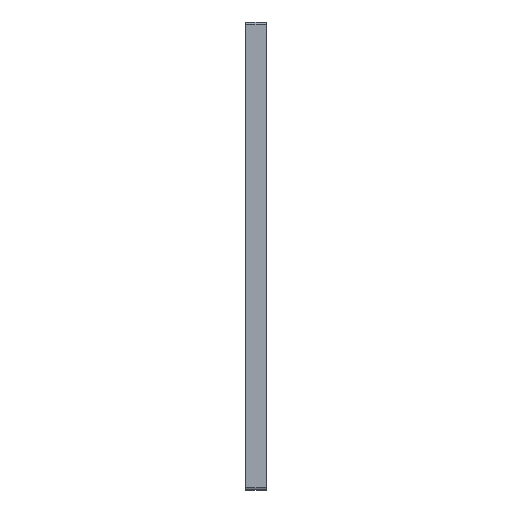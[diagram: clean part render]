
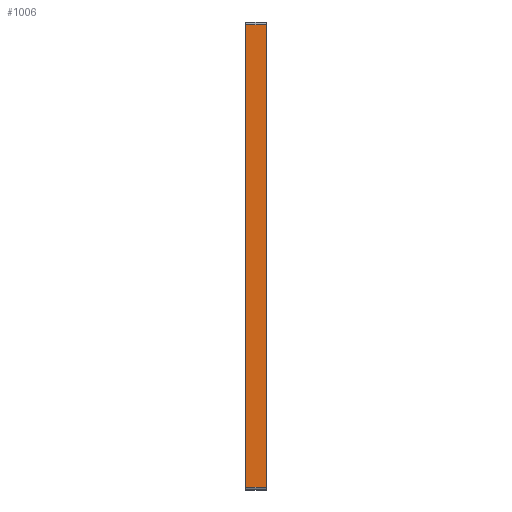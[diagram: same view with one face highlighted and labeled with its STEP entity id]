
A CAD part, left-side view. The second image highlights one B-rep face of the part: STEP entity #1006.
In plain terms, the highlighted planar face has unit normal (-1, 0, 0).
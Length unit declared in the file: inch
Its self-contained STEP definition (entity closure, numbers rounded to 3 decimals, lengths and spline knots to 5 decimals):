
#35 = CARTESIAN_POINT ( 'NONE',  ( -1.96169, -0.22, -3.05183 ) ) ;
#96 = EDGE_CURVE ( 'NONE', #312, #509, #885, .T. ) ;
#99 = EDGE_CURVE ( 'NONE', #529, #696, #287, .T. ) ;
#103 = PLANE ( 'NONE',  #934 ) ;
#165 = FACE_OUTER_BOUND ( 'NONE', #418, .T. ) ;
#199 = VECTOR ( 'NONE', #1338, 39.37008 ) ;
#232 = LINE ( 'NONE', #375, #199 ) ;
#284 = DIRECTION ( 'NONE',  ( 0., 0., -1. ) ) ;
#287 = LINE ( 'NONE', #698, #1353 ) ;
#307 = DIRECTION ( 'NONE',  ( 0., -1., 0. ) ) ;
#312 = VERTEX_POINT ( 'NONE', #551 ) ;
#342 = CARTESIAN_POINT ( 'NONE',  ( -1.96169, 0., 1.88567 ) ) ;
#375 = CARTESIAN_POINT ( 'NONE',  ( -1.96169, 0., 1.88567 ) ) ;
#418 = EDGE_LOOP ( 'NONE', ( #592, #896, #1310, #1327 ) ) ;
#422 = CARTESIAN_POINT ( 'NONE',  ( -1.96169, 0., -3.05183 ) ) ;
#425 = DIRECTION ( 'NONE',  ( 0., 0., 1. ) ) ;
#509 = VERTEX_POINT ( 'NONE', #35 ) ;
#529 = VERTEX_POINT ( 'NONE', #342 ) ;
#551 = CARTESIAN_POINT ( 'NONE',  ( -1.96169, -0.22, 1.88567 ) ) ;
#592 = ORIENTED_EDGE ( 'NONE', *, *, #96, .F. ) ;
#602 = VECTOR ( 'NONE', #724, 39.37008 ) ;
#687 = EDGE_CURVE ( 'NONE', #529, #312, #232, .T. ) ;
#696 = VERTEX_POINT ( 'NONE', #1049 ) ;
#698 = CARTESIAN_POINT ( 'NONE',  ( -1.96169, 0., 1.88567 ) ) ;
#701 = LINE ( 'NONE', #422, #1224 ) ;
#724 = DIRECTION ( 'NONE',  ( 0., 0., -1. ) ) ;
#839 = CARTESIAN_POINT ( 'NONE',  ( -1.96169, -0.22, 1.88567 ) ) ;
#853 = CARTESIAN_POINT ( 'NONE',  ( -1.96169, 0., 1.88567 ) ) ;
#858 = DIRECTION ( 'NONE',  ( -1., 0., 0. ) ) ;
#885 = LINE ( 'NONE', #839, #602 ) ;
#896 = ORIENTED_EDGE ( 'NONE', *, *, #687, .F. ) ;
#934 = AXIS2_PLACEMENT_3D ( 'NONE', #853, #858, #425 ) ;
#977 = EDGE_CURVE ( 'NONE', #696, #509, #701, .T. ) ;
#1006 = ADVANCED_FACE ( 'NONE', ( #165 ), #103, .T. ) ;
#1049 = CARTESIAN_POINT ( 'NONE',  ( -1.96169, 0., -3.05183 ) ) ;
#1224 = VECTOR ( 'NONE', #307, 39.37008 ) ;
#1310 = ORIENTED_EDGE ( 'NONE', *, *, #99, .T. ) ;
#1327 = ORIENTED_EDGE ( 'NONE', *, *, #977, .T. ) ;
#1338 = DIRECTION ( 'NONE',  ( 0., -1., 0. ) ) ;
#1353 = VECTOR ( 'NONE', #284, 39.37008 ) ;
